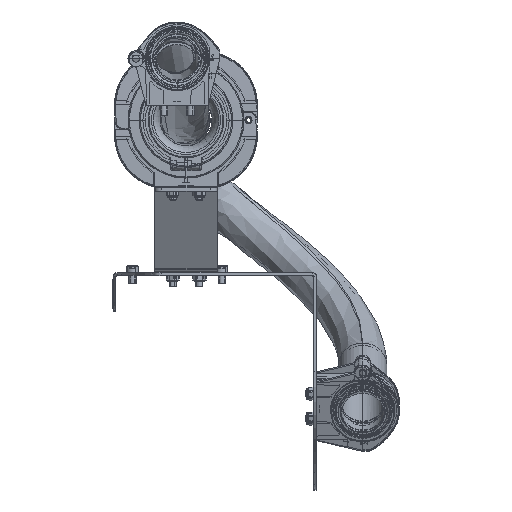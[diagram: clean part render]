
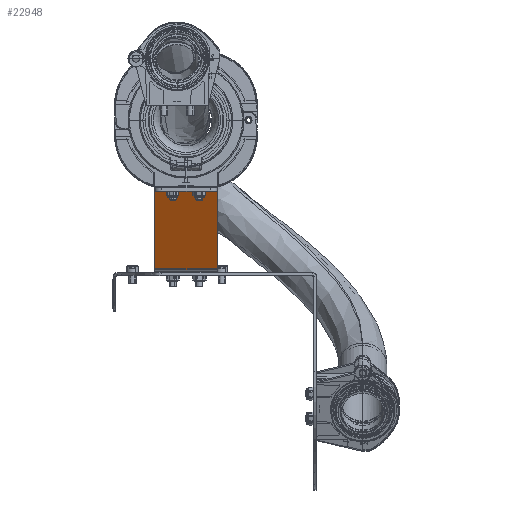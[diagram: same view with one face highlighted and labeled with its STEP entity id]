
A CAD part, top view. The second image highlights one B-rep face of the part: STEP entity #22948.
In plain terms, the highlighted planar face has unit normal (0, -0.5, 0.866).
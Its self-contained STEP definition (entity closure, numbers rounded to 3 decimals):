
#2509 = DIRECTION ( 'NONE',  ( -1., 0., 0. ) ) ;
#3741 = DIRECTION ( 'NONE',  ( 0., 0.5, -0.866 ) ) ;
#17154 = CARTESIAN_POINT ( 'NONE',  ( 45., 2470.902, 905.416 ) ) ;
#22948 = ADVANCED_FACE ( 'NONE', ( #217003 ), #145145, .F. ) ;
#32819 = VERTEX_POINT ( 'NONE', #161082 ) ;
#42376 = VERTEX_POINT ( 'NONE', #146558 ) ;
#45458 = EDGE_CURVE ( 'NONE', #32819, #42376, #163896, .T. ) ;
#60487 = VECTOR ( 'NONE', #2509, 1000. ) ;
#60607 = CARTESIAN_POINT ( 'NONE',  ( 10., 2345.75, 833.159 ) ) ;
#62800 = VERTEX_POINT ( 'NONE', #215513 ) ;
#67086 = CARTESIAN_POINT ( 'NONE',  ( -25., 2470.902, 905.416 ) ) ;
#70926 = DIRECTION ( 'NONE',  ( 0., 0.866, 0.5 ) ) ;
#72290 = EDGE_LOOP ( 'NONE', ( #123836, #118202, #97949, #96327 ) ) ;
#96327 = ORIENTED_EDGE ( 'NONE', *, *, #175652, .T. ) ;
#97949 = ORIENTED_EDGE ( 'NONE', *, *, #45458, .T. ) ;
#111967 = CARTESIAN_POINT ( 'NONE',  ( 10., 2433.25, 883.678 ) ) ;
#112054 = CARTESIAN_POINT ( 'NONE',  ( 10., 2394.259, 861.166 ) ) ;
#118202 = ORIENTED_EDGE ( 'NONE', *, *, #200243, .T. ) ;
#123836 = ORIENTED_EDGE ( 'NONE', *, *, #149612, .F. ) ;
#124328 = LINE ( 'NONE', #17154, #160371 ) ;
#132683 = AXIS2_PLACEMENT_3D ( 'NONE', #112054, #3741, #70926 ) ;
#145145 = PLANE ( 'NONE',  #132683 ) ;
#146558 = CARTESIAN_POINT ( 'NONE',  ( -25., 2433.25, 883.678 ) ) ;
#149612 = EDGE_CURVE ( 'NONE', #213685, #62800, #220845, .T. ) ;
#160371 = VECTOR ( 'NONE', #163206, 1000. ) ;
#161082 = CARTESIAN_POINT ( 'NONE',  ( 45., 2433.25, 883.678 ) ) ;
#163206 = DIRECTION ( 'NONE',  ( 0., 0.866, 0.5 ) ) ;
#163896 = LINE ( 'NONE', #111967, #60487 ) ;
#170201 = DIRECTION ( 'NONE',  ( -1., 0., 0. ) ) ;
#175652 = EDGE_CURVE ( 'NONE', #42376, #62800, #228504, .T. ) ;
#179268 = VECTOR ( 'NONE', #226152, 1000. ) ;
#200243 = EDGE_CURVE ( 'NONE', #213685, #32819, #124328, .T. ) ;
#213685 = VERTEX_POINT ( 'NONE', #226115 ) ;
#215513 = CARTESIAN_POINT ( 'NONE',  ( -25., 2345.75, 833.159 ) ) ;
#217003 = FACE_OUTER_BOUND ( 'NONE', #72290, .T. ) ;
#220845 = LINE ( 'NONE', #60607, #225949 ) ;
#225949 = VECTOR ( 'NONE', #170201, 1000. ) ;
#226115 = CARTESIAN_POINT ( 'NONE',  ( 45., 2345.75, 833.159 ) ) ;
#226152 = DIRECTION ( 'NONE',  ( 0., -0.866, -0.5 ) ) ;
#228504 = LINE ( 'NONE', #67086, #179268 ) ;
